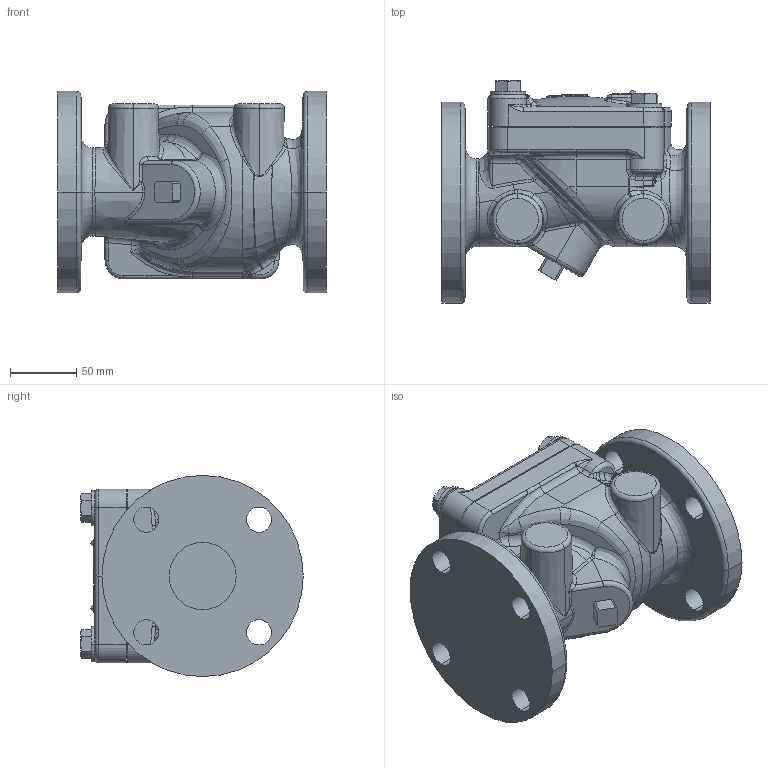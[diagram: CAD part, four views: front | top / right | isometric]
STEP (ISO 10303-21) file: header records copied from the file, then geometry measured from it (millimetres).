
FILE_DESCRIPTION((''),'2;1');
FILE_NAME('502A_SW0002','2020-07-22T13:56:46',('tomb'),(''),'CREO PARAMETRIC BY PTC INC, 2020053','CREO PARAMETRIC BY PTC INC, 2020053','');
FILE_SCHEMA(('CONFIG_CONTROL_DESIGN'));
Products named in the file (1): 502A_SW0002
Bounding box: 203.2 x 168.47 x 152.4 mm (x, y, z)
Volume: 1481905.7 mm3; surface area: 263627.9 mm2
Topology: 1 solids, 1 shells, 967 faces, 2324 edges, 1353 vertices
Faces by surface type: bspline 440, cylinder 205, plane 166, torus 89, sphere 33, cone 32, extrusion 2
Entity records: 54659 total; most frequent: CARTESIAN_POINT 35371, ORIENTED_EDGE 4606, DIRECTION 3214, EDGE_CURVE 2303, AXIS2_PLACEMENT_3D 1365, VERTEX_POINT 1353, EDGE_LOOP 1016, B_SPLINE_CURVE_WITH_KNOTS 983
